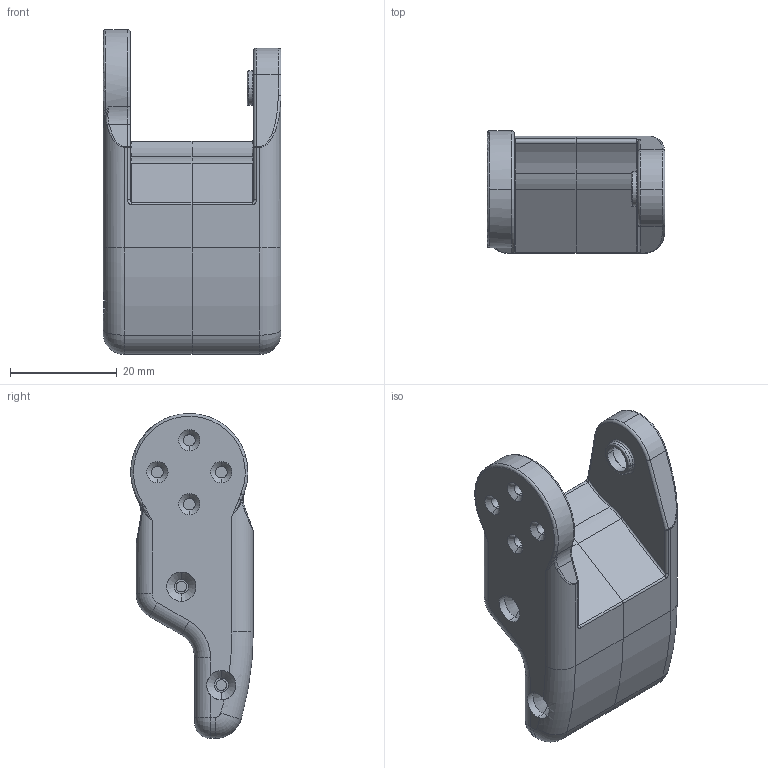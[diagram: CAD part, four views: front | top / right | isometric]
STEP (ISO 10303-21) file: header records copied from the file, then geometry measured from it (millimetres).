
FILE_DESCRIPTION (( 'STEP AP203' ), '1' );
FILE_NAME ('EN02-THUMB_DISTAL_PHALANX.STEP', '2025-06-02T20:46:24', ( '' ), ( '' ), 'SwSTEP 2.0', 'SolidWorks 2024', '' );
FILE_SCHEMA (( 'CONFIG_CONTROL_DESIGN' ));
Length unit declared in the file: millimetre
Products named in the file (1): EN02-THUMB_DISTAL_PHALANX
Bounding box: 33.4 x 23 x 61 mm (x, y, z)
Volume: 14283.3 mm3; surface area: 10376.4 mm2
Topology: 2 solids, 2 shells, 318 faces, 762 edges, 453 vertices
Faces by surface type: cylinder 149, torus 54, plane 53, bspline 42, cone 18, sphere 2
Entity records: 11121 total; most frequent: CARTESIAN_POINT 3724, DIRECTION 1632, ORIENTED_EDGE 1508, EDGE_CURVE 754, AXIS2_PLACEMENT_3D 685, VERTEX_POINT 453, CIRCLE 408, EDGE_LOOP 345
